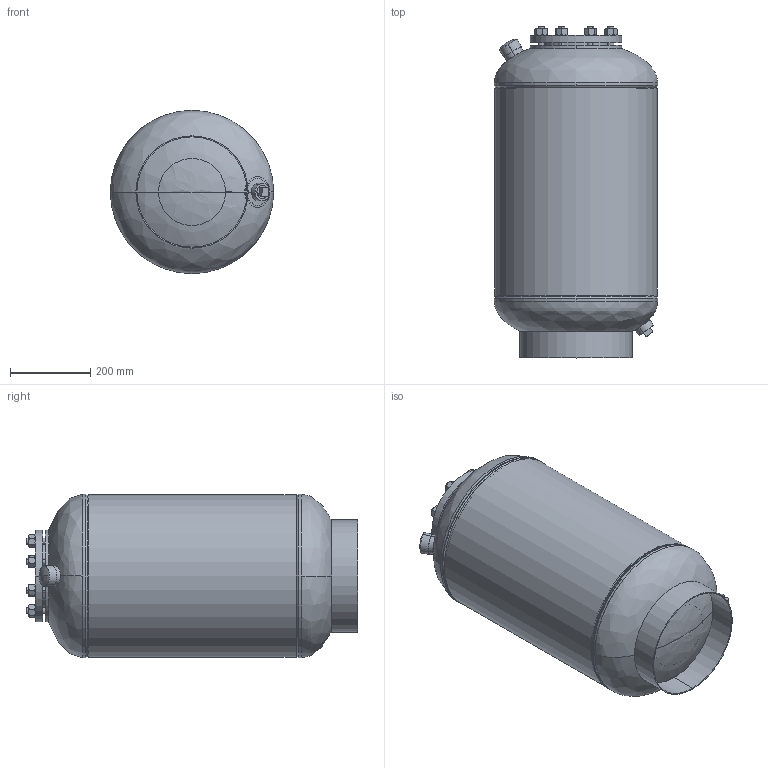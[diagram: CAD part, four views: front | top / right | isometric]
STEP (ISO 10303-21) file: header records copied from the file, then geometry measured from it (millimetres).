
FILE_DESCRIPTION (( 'STEP AP203' ), '1' );
FILE_NAME ('NLAP-100.STEP', '2021-03-15T14:35:05', ( '' ), ( '' ), 'SwSTEP 2.0', 'SolidWorks 2021', '' );
FILE_SCHEMA (( 'CONFIG_CONTROL_DESIGN' ));
Length unit declared in the file: inch
Products named in the file (17): 99Q2623; 9801512; PLUGS_9500150; 9500000; 9800477; 9800532; NLAP-100; 9200080; 9800512; 9800620_HHNUT 0.6250-11-D-N; 9800147_NLA85-175; 99B2622; 9800460_03-34; 9400035; 9400027; 9500050
Assembly tree (31 placements, depth 2):
  NLAP-100
    99B2622
    9200080
    9200080
    9500000
    9500050
    9800460_03-34
    PLUGS_9500150
    9800512
    9801512
    9400035
    9400027
    9800147_NLA85-175
    9800532  x8
    9800620_HHNUT 0.6250-11-D-N  x8
    9800477  x2
    99Q2623
Bounding box: 406.4 x 825.88 x 406.4 mm (x, y, z)
Volume: 5625987 mm3; surface area: 3612505.4 mm2
Topology: 32 solids, 32 shells, 729 faces, 1781 edges, 1089 vertices
Faces by surface type: cylinder 337, cone 190, plane 136, torus 42, bspline 12, sphere 12
Full cylindrical faces by diameter (mm): 274.523 x1, 279.4 x1, 400.05 x1, 404.927 x1
Entity records: 25051 total; most frequent: CARTESIAN_POINT 13060, ORIENTED_EDGE 2030, DIRECTION 2006, EDGE_CURVE 1015, AXIS2_PLACEMENT_3D 849, VERTEX_POINT 635, EDGE_LOOP 534, ADVANCED_FACE 419
